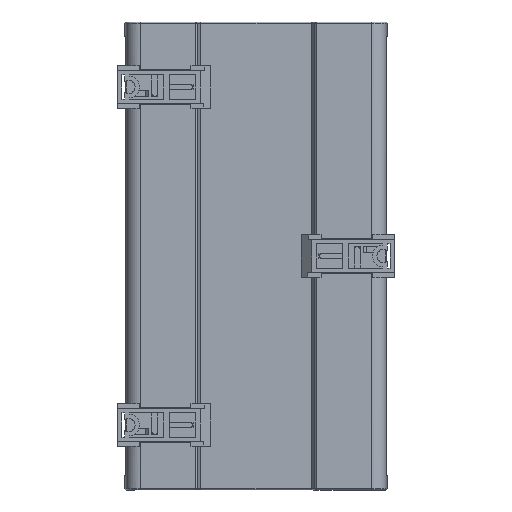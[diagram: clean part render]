
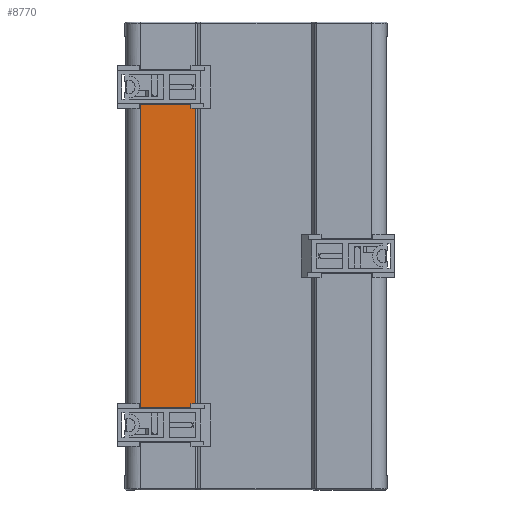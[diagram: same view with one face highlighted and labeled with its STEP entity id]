
A CAD part, front view. The second image highlights one B-rep face of the part: STEP entity #8770.
In plain terms, the highlighted face is planar.
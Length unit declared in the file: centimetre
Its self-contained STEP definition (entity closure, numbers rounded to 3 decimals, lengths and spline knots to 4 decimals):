
#477 = EDGE_CURVE ( 'NONE', #28089, #9462, #30141, .T. ) ;
#1056 = DIRECTION ( 'NONE',  ( 1., 0., 0. ) ) ;
#1089 = CARTESIAN_POINT ( 'NONE',  ( -5.4, 5.215, 0. ) ) ;
#1616 = ORIENTED_EDGE ( 'NONE', *, *, #477, .F. ) ;
#3833 = CARTESIAN_POINT ( 'NONE',  ( -2.234, -5.215, 0. ) ) ;
#3925 = VECTOR ( 'NONE', #10871, 100. ) ;
#3964 = DIRECTION ( 'NONE',  ( 0., 1., 0. ) ) ;
#4009 = DIRECTION ( 'NONE',  ( 1., 0., 0. ) ) ;
#4106 = DIRECTION ( 'NONE',  ( -1., 0., 0. ) ) ;
#4316 = EDGE_CURVE ( 'NONE', #18617, #19893, #28097, .T. ) ;
#4321 = EDGE_CURVE ( 'NONE', #31237, #9462, #5154, .T. ) ;
#4434 = VERTEX_POINT ( 'NONE', #18928 ) ;
#4581 = LINE ( 'NONE', #3833, #18942 ) ;
#5154 = LINE ( 'NONE', #1089, #26265 ) ;
#6447 = ORIENTED_EDGE ( 'NONE', *, *, #4321, .T. ) ;
#7615 = CARTESIAN_POINT ( 'NONE',  ( -5.4, -5.215, 0. ) ) ;
#7755 = ORIENTED_EDGE ( 'NONE', *, *, #8781, .F. ) ;
#8126 = ORIENTED_EDGE ( 'NONE', *, *, #4316, .F. ) ;
#8178 = ORIENTED_EDGE ( 'NONE', *, *, #10774, .T. ) ;
#8770 = ADVANCED_FACE ( 'NONE', ( #37233 ), #12721, .F. ) ;
#8781 = EDGE_CURVE ( 'NONE', #30001, #28089, #23756, .T. ) ;
#8889 = VECTOR ( 'NONE', #4106, 100. ) ;
#9462 = VERTEX_POINT ( 'NONE', #26010 ) ;
#10734 = CARTESIAN_POINT ( 'NONE',  ( -3.9607, 0., 0. ) ) ;
#10774 = EDGE_CURVE ( 'NONE', #4434, #31237, #18289, .T. ) ;
#10871 = DIRECTION ( 'NONE',  ( 1., 0., 0. ) ) ;
#12721 = PLANE ( 'NONE',  #35016 ) ;
#13780 = DIRECTION ( 'NONE',  ( 0., -1., 0. ) ) ;
#14311 = EDGE_CURVE ( 'NONE', #29381, #18617, #4581, .T. ) ;
#15530 = CARTESIAN_POINT ( 'NONE',  ( -2.234, 5.215, 0. ) ) ;
#15636 = DIRECTION ( 'NONE',  ( 0., 0., 1. ) ) ;
#16147 = CARTESIAN_POINT ( 'NONE',  ( -3.9607, 5.215, 0. ) ) ;
#16595 = CARTESIAN_POINT ( 'NONE',  ( -2.0724, -5.065, 0. ) ) ;
#17544 = EDGE_CURVE ( 'NONE', #30001, #19893, #34637, .T. ) ;
#18289 = LINE ( 'NONE', #10734, #26848 ) ;
#18303 = CARTESIAN_POINT ( 'NONE',  ( -2.234, -5.065, 0. ) ) ;
#18617 = VERTEX_POINT ( 'NONE', #22702 ) ;
#18637 = CARTESIAN_POINT ( 'NONE',  ( -2.234, 5.065, 0. ) ) ;
#18928 = CARTESIAN_POINT ( 'NONE',  ( -3.9607, -5.215, 0. ) ) ;
#18942 = VECTOR ( 'NONE', #3964, 100. ) ;
#19893 = VERTEX_POINT ( 'NONE', #16595 ) ;
#20143 = ORIENTED_EDGE ( 'NONE', *, *, #14311, .F. ) ;
#20425 = VECTOR ( 'NONE', #4009, 100. ) ;
#22702 = CARTESIAN_POINT ( 'NONE',  ( -2.234, -5.065, 0. ) ) ;
#22799 = LINE ( 'NONE', #7615, #3925 ) ;
#23756 = LINE ( 'NONE', #18637, #8889 ) ;
#24142 = CARTESIAN_POINT ( 'NONE',  ( -2.234, 5.065, 0. ) ) ;
#24427 = CARTESIAN_POINT ( 'NONE',  ( 0., 0., 0. ) ) ;
#26010 = CARTESIAN_POINT ( 'NONE',  ( -2.234, 5.215, 0. ) ) ;
#26265 = VECTOR ( 'NONE', #32634, 100. ) ;
#26848 = VECTOR ( 'NONE', #36865, 100. ) ;
#27229 = DIRECTION ( 'NONE',  ( 0., 1., 0. ) ) ;
#27260 = EDGE_LOOP ( 'NONE', ( #7755, #35454, #8126, #20143, #31203, #8178, #6447, #1616 ) ) ;
#27306 = CARTESIAN_POINT ( 'NONE',  ( -2.234, -5.215, 0. ) ) ;
#28089 = VERTEX_POINT ( 'NONE', #24142 ) ;
#28097 = LINE ( 'NONE', #18303, #20425 ) ;
#28799 = VECTOR ( 'NONE', #13780, 100. ) ;
#29381 = VERTEX_POINT ( 'NONE', #27306 ) ;
#30001 = VERTEX_POINT ( 'NONE', #30277 ) ;
#30141 = LINE ( 'NONE', #15530, #34610 ) ;
#30277 = CARTESIAN_POINT ( 'NONE',  ( -2.0724, 5.065, 0. ) ) ;
#31020 = CARTESIAN_POINT ( 'NONE',  ( -2.0724, 0., 0. ) ) ;
#31203 = ORIENTED_EDGE ( 'NONE', *, *, #36971, .F. ) ;
#31237 = VERTEX_POINT ( 'NONE', #16147 ) ;
#32634 = DIRECTION ( 'NONE',  ( 1., 0., 0. ) ) ;
#34610 = VECTOR ( 'NONE', #27229, 100. ) ;
#34637 = LINE ( 'NONE', #31020, #28799 ) ;
#35016 = AXIS2_PLACEMENT_3D ( 'NONE', #24427, #15636, #1056 ) ;
#35454 = ORIENTED_EDGE ( 'NONE', *, *, #17544, .T. ) ;
#36865 = DIRECTION ( 'NONE',  ( 0., 1., 0. ) ) ;
#36971 = EDGE_CURVE ( 'NONE', #4434, #29381, #22799, .T. ) ;
#37233 = FACE_OUTER_BOUND ( 'NONE', #27260, .T. ) ;
